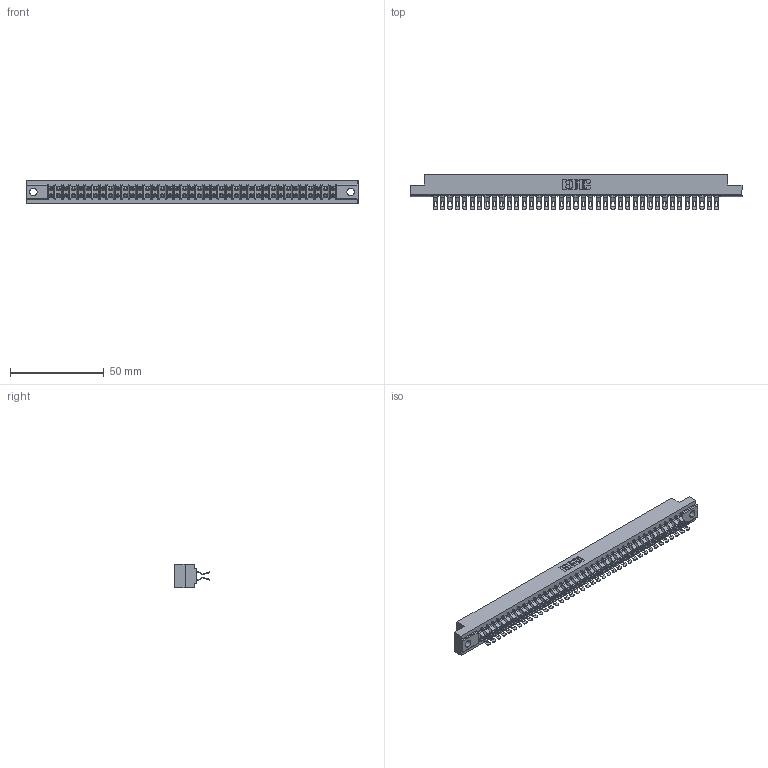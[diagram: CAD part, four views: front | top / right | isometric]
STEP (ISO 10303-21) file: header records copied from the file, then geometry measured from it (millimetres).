
FILE_DESCRIPTION (( 'STEP AP203' ), '1' );
FILE_NAME ('307-078-455-204.STEP', '2020-10-01T07:09:24', ( '' ), ( '' ), 'SwSTEP 2.0', 'SolidWorks 2020', '' );
FILE_SCHEMA (( 'CONFIG_CONTROL_DESIGN' ));
Length unit declared in the file: inch
Products named in the file (3): 307 Part_.156 Dia Mounting Holes; 307-078-455-204; 307-290-001_555
Assembly tree (79 placements, depth 2):
  307-078-455-204
    307 Part_.156 Dia Mounting Holes
    307-290-001_555  x78
Bounding box: 177.55 x 18.75 x 12.7 mm (x, y, z)
Volume: 18985.1 mm3; surface area: 24292.1 mm2
Topology: 79 solids, 79 shells, 4930 faces, 14477 edges, 9438 vertices
Faces by surface type: plane 2736, cylinder 2114, sphere 80
Entity records: 36007 total; most frequent: CARTESIAN_POINT 5901, ORIENTED_EDGE 5848, DIRECTION 5780, EDGE_CURVE 2924, VECTOR 2238, LINE 2238, VERTEX_POINT 1892, AXIS2_PLACEMENT_3D 1771
